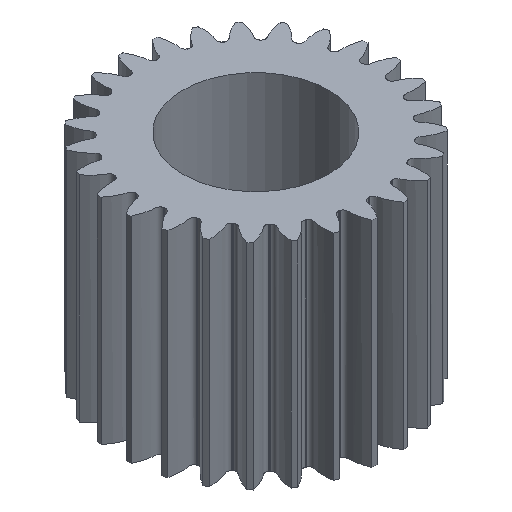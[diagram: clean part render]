
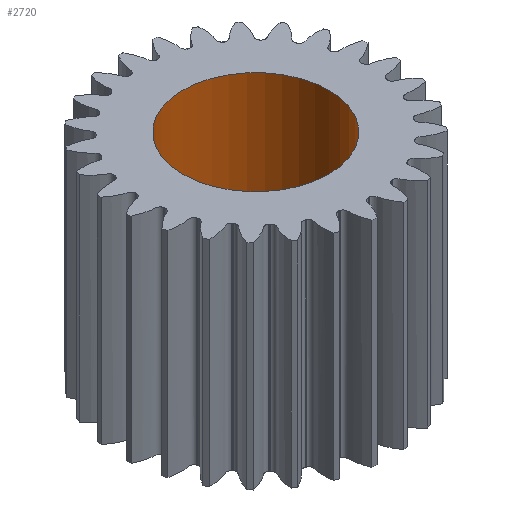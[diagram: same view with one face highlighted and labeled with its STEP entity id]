
A CAD part, isometric view. The second image highlights one B-rep face of the part: STEP entity #2720.
In plain terms, the highlighted cylindrical face has radius 5.55 mm (diameter 11.1 mm), a full revolution.
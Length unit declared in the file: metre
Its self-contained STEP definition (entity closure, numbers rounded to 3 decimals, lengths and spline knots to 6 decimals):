
#290=CIRCLE('',#2805,0.00555);
#292=CIRCLE('',#2808,0.00555);
#1106=ORIENTED_EDGE('',*,*,#1212,.F.);
#1107=ORIENTED_EDGE('',*,*,#1322,.F.);
#1212=EDGE_CURVE('',#1619,#1619,#290,.T.);
#1322=EDGE_CURVE('',#1703,#1703,#292,.T.);
#1619=VERTEX_POINT('',#3628);
#1703=VERTEX_POINT('',#4255);
#2412=EDGE_LOOP('',(#1106));
#2413=EDGE_LOOP('',(#1107));
#2553=FACE_BOUND('',#2412,.T.);
#2554=FACE_BOUND('',#2413,.T.);
#2582=CYLINDRICAL_SURFACE('',#2865,0.00555);
#2720=ADVANCED_FACE('',(#2553,#2554),#2582,.F.);
#2805=AXIS2_PLACEMENT_3D('',#3627,#3078,#3079);
#2808=AXIS2_PLACEMENT_3D('',#4254,#3138,#3139);
#2865=AXIS2_PLACEMENT_3D('',#6530,#3389,#3390);
#3078=DIRECTION('',(0.,0.,-1.));
#3079=DIRECTION('',(-1.,0.,0.));
#3138=DIRECTION('',(0.,0.,1.));
#3139=DIRECTION('',(-1.,0.,0.));
#3389=DIRECTION('',(0.,0.,1.));
#3390=DIRECTION('',(-1.,0.,0.));
#3627=CARTESIAN_POINT('',(0.,0.,0.00815));
#3628=CARTESIAN_POINT('',(-0.00555,0.,0.00815));
#4254=CARTESIAN_POINT('',(0.,0.,-0.00815));
#4255=CARTESIAN_POINT('',(-0.00555,0.,-0.00815));
#6530=CARTESIAN_POINT('',(0.,0.,-0.00815));
